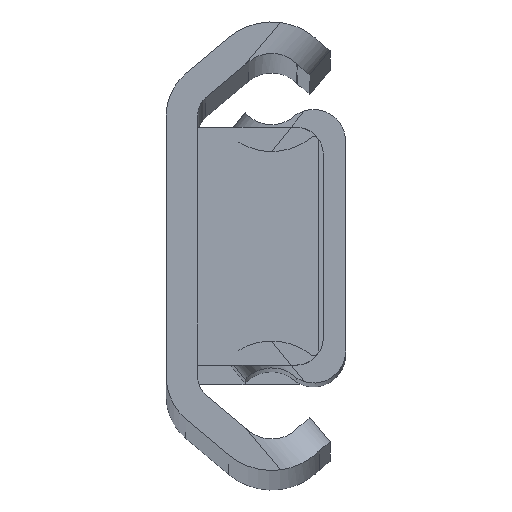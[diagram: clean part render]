
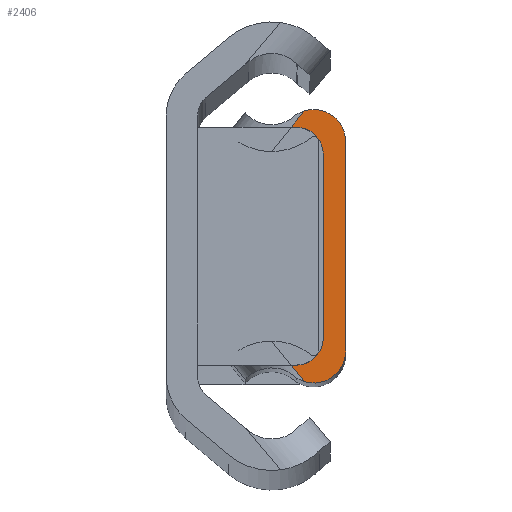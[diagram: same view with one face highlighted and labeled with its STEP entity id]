
A CAD part, top view. The second image highlights one B-rep face of the part: STEP entity #2406.
In plain terms, the highlighted planar face has unit normal (0, 0, 1).
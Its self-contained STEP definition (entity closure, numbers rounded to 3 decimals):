
#110 = DIRECTION ( 'NONE',  ( 0., 0., -1. ) ) ;
#117 = VECTOR ( 'NONE', #241, 1000. ) ;
#145 = CIRCLE ( 'NONE', #2771, 0.231 ) ;
#159 = CIRCLE ( 'NONE', #3915, 1.431 ) ;
#186 = CARTESIAN_POINT ( 'NONE',  ( -1.2, 0., 0. ) ) ;
#241 = DIRECTION ( 'NONE',  ( -0.628, -0.779, 0. ) ) ;
#422 = DIRECTION ( 'NONE',  ( 0., 0., 1. ) ) ;
#450 = CARTESIAN_POINT ( 'NONE',  ( -1.431, 4.669, 0. ) ) ;
#552 = DIRECTION ( 'NONE',  ( 1., 0., 0. ) ) ;
#631 = DIRECTION ( 'NONE',  ( 1., 0., 0. ) ) ;
#746 = EDGE_LOOP ( 'NONE', ( #5164, #3988, #3367, #2227, #910, #2461, #3375, #3990, #5002, #3143 ) ) ;
#787 = VECTOR ( 'NONE', #5106, 1000. ) ;
#910 = ORIENTED_EDGE ( 'NONE', *, *, #4526, .T. ) ;
#922 = CARTESIAN_POINT ( 'NONE',  ( -1.431, -4.669, 0. ) ) ;
#964 = EDGE_CURVE ( 'NONE', #4937, #3115, #5209, .T. ) ;
#972 = CARTESIAN_POINT ( 'NONE',  ( -3.3, -7.012, 0. ) ) ;
#1004 = CARTESIAN_POINT ( 'NONE',  ( -1.838, 6.041, 0. ) ) ;
#1018 = PLANE ( 'NONE',  #4258 ) ;
#1027 = CARTESIAN_POINT ( 'NONE',  ( -1.2, -4.669, 0. ) ) ;
#1089 = CARTESIAN_POINT ( 'NONE',  ( -6.911, -0.251, 0. ) ) ;
#1211 = VERTEX_POINT ( 'NONE', #4072 ) ;
#1283 = CIRCLE ( 'NONE', #3260, 2.787 ) ;
#1326 = CIRCLE ( 'NONE', #5654, 2.788 ) ;
#1507 = DIRECTION ( 'NONE',  ( 0., 0., 1. ) ) ;
#1522 = DIRECTION ( 'NONE',  ( 0., 0., 1. ) ) ;
#1913 = AXIS2_PLACEMENT_3D ( 'NONE', #450, #5303, #4897 ) ;
#1994 = CARTESIAN_POINT ( 'NONE',  ( 0., 0., 0. ) ) ;
#2085 = VERTEX_POINT ( 'NONE', #5664 ) ;
#2155 = VERTEX_POINT ( 'NONE', #3861 ) ;
#2227 = ORIENTED_EDGE ( 'NONE', *, *, #3372, .T. ) ;
#2365 = EDGE_CURVE ( 'NONE', #1211, #3650, #4165, .T. ) ;
#2406 = ADVANCED_FACE ( 'NONE', ( #3755 ), #1018, .T. ) ;
#2461 = ORIENTED_EDGE ( 'NONE', *, *, #3090, .T. ) ;
#2599 = VERTEX_POINT ( 'NONE', #5645 ) ;
#2684 = CARTESIAN_POINT ( 'NONE',  ( -3.302, -4.225, 0. ) ) ;
#2771 = AXIS2_PLACEMENT_3D ( 'NONE', #2781, #110, #2807 ) ;
#2781 = CARTESIAN_POINT ( 'NONE',  ( -1.431, -4.669, 0. ) ) ;
#2807 = DIRECTION ( 'NONE',  ( 1., 0., 0. ) ) ;
#2813 = CARTESIAN_POINT ( 'NONE',  ( -1.431, -4.669, 0. ) ) ;
#2840 = CARTESIAN_POINT ( 'NONE',  ( -1.431, 4.669, 0. ) ) ;
#2981 = CARTESIAN_POINT ( 'NONE',  ( -2.348, -5.408, 0. ) ) ;
#3090 = EDGE_CURVE ( 'NONE', #4933, #5556, #145, .T. ) ;
#3115 = VERTEX_POINT ( 'NONE', #3895 ) ;
#3143 = ORIENTED_EDGE ( 'NONE', *, *, #2365, .T. ) ;
#3260 = AXIS2_PLACEMENT_3D ( 'NONE', #5539, #1507, #5011 ) ;
#3360 = LINE ( 'NONE', #2981, #4577 ) ;
#3367 = ORIENTED_EDGE ( 'NONE', *, *, #4559, .T. ) ;
#3369 = DIRECTION ( 'NONE',  ( 0., 0., 1. ) ) ;
#3372 = EDGE_CURVE ( 'NONE', #2085, #2599, #3696, .T. ) ;
#3375 = ORIENTED_EDGE ( 'NONE', *, *, #5492, .T. ) ;
#3476 = EDGE_CURVE ( 'NONE', #2155, #1211, #5098, .T. ) ;
#3650 = VERTEX_POINT ( 'NONE', #5380 ) ;
#3696 = CIRCLE ( 'NONE', #1913, 0.231 ) ;
#3740 = LINE ( 'NONE', #186, #5227 ) ;
#3755 = FACE_OUTER_BOUND ( 'NONE', #746, .T. ) ;
#3799 = EDGE_CURVE ( 'NONE', #3650, #4937, #159, .T. ) ;
#3861 = CARTESIAN_POINT ( 'NONE',  ( -1.838, -6.041, 0. ) ) ;
#3895 = CARTESIAN_POINT ( 'NONE',  ( -3.302, 4.225, 0. ) ) ;
#3915 = AXIS2_PLACEMENT_3D ( 'NONE', #2840, #3369, #631 ) ;
#3918 = DIRECTION ( 'NONE',  ( 0.628, -0.779, 0. ) ) ;
#3988 = ORIENTED_EDGE ( 'NONE', *, *, #964, .T. ) ;
#3990 = ORIENTED_EDGE ( 'NONE', *, *, #4567, .T. ) ;
#4009 = DIRECTION ( 'NONE',  ( 1., 0., 0. ) ) ;
#4069 = AXIS2_PLACEMENT_3D ( 'NONE', #922, #422, #4009 ) ;
#4072 = CARTESIAN_POINT ( 'NONE',  ( 0., -4.669, 0. ) ) ;
#4165 = LINE ( 'NONE', #1994, #787 ) ;
#4220 = DIRECTION ( 'NONE',  ( 1., 0., 0. ) ) ;
#4258 = AXIS2_PLACEMENT_3D ( 'NONE', #2813, #1522, #4220 ) ;
#4526 = EDGE_CURVE ( 'NONE', #2599, #4933, #3740, .T. ) ;
#4559 = EDGE_CURVE ( 'NONE', #3115, #2085, #1283, .T. ) ;
#4561 = DIRECTION ( 'NONE',  ( 0., 0., 1. ) ) ;
#4567 = EDGE_CURVE ( 'NONE', #4903, #2155, #3360, .T. ) ;
#4577 = VECTOR ( 'NONE', #3918, 1000. ) ;
#4897 = DIRECTION ( 'NONE',  ( 1., 0., 0. ) ) ;
#4903 = VERTEX_POINT ( 'NONE', #2684 ) ;
#4933 = VERTEX_POINT ( 'NONE', #1027 ) ;
#4937 = VERTEX_POINT ( 'NONE', #1004 ) ;
#5002 = ORIENTED_EDGE ( 'NONE', *, *, #3476, .T. ) ;
#5011 = DIRECTION ( 'NONE',  ( 1., 0., 0. ) ) ;
#5089 = DIRECTION ( 'NONE',  ( 0., -1., 0. ) ) ;
#5098 = CIRCLE ( 'NONE', #4069, 1.431 ) ;
#5106 = DIRECTION ( 'NONE',  ( 0., 1., 0. ) ) ;
#5164 = ORIENTED_EDGE ( 'NONE', *, *, #3799, .T. ) ;
#5209 = LINE ( 'NONE', #1089, #117 ) ;
#5227 = VECTOR ( 'NONE', #5089, 1000. ) ;
#5303 = DIRECTION ( 'NONE',  ( 0., 0., -1. ) ) ;
#5380 = CARTESIAN_POINT ( 'NONE',  ( 0., 4.669, 0. ) ) ;
#5492 = EDGE_CURVE ( 'NONE', #5556, #4903, #1326, .T. ) ;
#5539 = CARTESIAN_POINT ( 'NONE',  ( -3.3, 7.012, 0. ) ) ;
#5556 = VERTEX_POINT ( 'NONE', #5680 ) ;
#5645 = CARTESIAN_POINT ( 'NONE',  ( -1.2, 4.669, 0. ) ) ;
#5654 = AXIS2_PLACEMENT_3D ( 'NONE', #972, #4561, #552 ) ;
#5664 = CARTESIAN_POINT ( 'NONE',  ( -1.49, 4.892, 0. ) ) ;
#5680 = CARTESIAN_POINT ( 'NONE',  ( -1.49, -4.892, 0. ) ) ;
